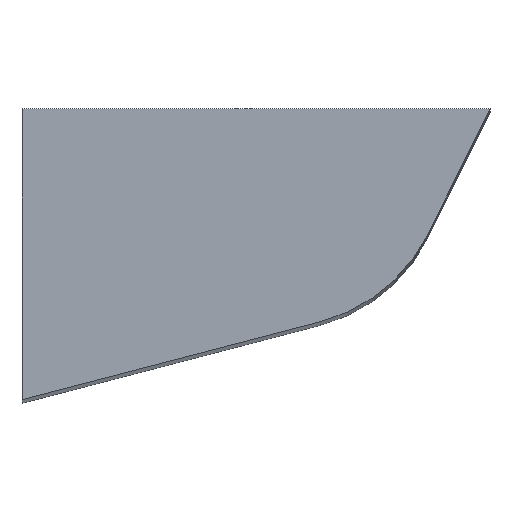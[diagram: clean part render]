
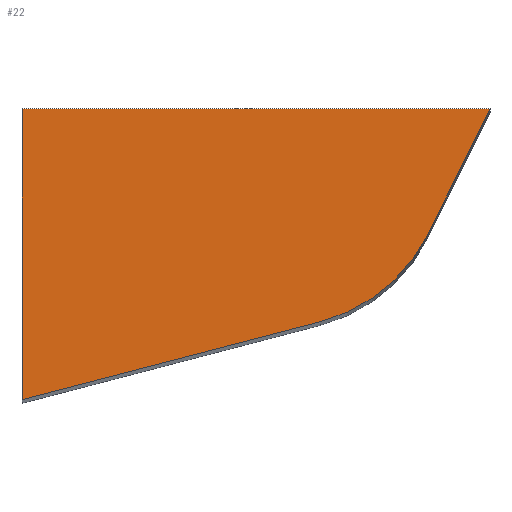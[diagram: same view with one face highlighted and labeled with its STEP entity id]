
A CAD part, top view. The second image highlights one B-rep face of the part: STEP entity #22.
In plain terms, the highlighted planar face has unit normal (0, 0, 1).
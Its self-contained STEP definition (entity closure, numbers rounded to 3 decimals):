
#5 = DIRECTION ( 'NONE',  ( 1., 0., 0. ) ) ;
#10 = AXIS2_PLACEMENT_3D ( 'NONE', #227, #123, #5 ) ;
#14 = ORIENTED_EDGE ( 'NONE', *, *, #201, .T. ) ;
#16 = CARTESIAN_POINT ( 'NONE',  ( 109.134, 25.68, 630. ) ) ;
#19 = DIRECTION ( 'NONE',  ( -1., 0., 0. ) ) ;
#22 = ADVANCED_FACE ( 'NONE', ( #179 ), #76, .T. ) ;
#27 = EDGE_CURVE ( 'NONE', #101, #190, #31, .T. ) ;
#31 = LINE ( 'NONE', #91, #134 ) ;
#35 = EDGE_CURVE ( 'NONE', #190, #147, #88, .T. ) ;
#43 = ORIENTED_EDGE ( 'NONE', *, *, #35, .T. ) ;
#60 = CARTESIAN_POINT ( 'NONE',  ( -30.866, 25.68, 630. ) ) ;
#61 = EDGE_LOOP ( 'NONE', ( #43, #115, #14, #236, #157 ) ) ;
#70 = VECTOR ( 'NONE', #83, 1000. ) ;
#71 = CARTESIAN_POINT ( 'NONE',  ( 45.76, 10.36, 630. ) ) ;
#76 = PLANE ( 'NONE',  #142 ) ;
#83 = DIRECTION ( 'NONE',  ( 0.444, 0.896, 0. ) ) ;
#88 = LINE ( 'NONE', #96, #172 ) ;
#90 = VERTEX_POINT ( 'NONE', #151 ) ;
#91 = CARTESIAN_POINT ( 'NONE',  ( -30.866, 25.68, 630. ) ) ;
#96 = CARTESIAN_POINT ( 'NONE',  ( -30.866, 25.68, 630. ) ) ;
#99 = CARTESIAN_POINT ( 'NONE',  ( -30.866, -61.32, 630. ) ) ;
#101 = VERTEX_POINT ( 'NONE', #16 ) ;
#105 = VECTOR ( 'NONE', #120, 1000. ) ;
#115 = ORIENTED_EDGE ( 'NONE', *, *, #170, .T. ) ;
#117 = VERTEX_POINT ( 'NONE', #124 ) ;
#119 = CARTESIAN_POINT ( 'NONE',  ( -30.866, -61.32, 630. ) ) ;
#120 = DIRECTION ( 'NONE',  ( 0.968, 0.253, 0. ) ) ;
#123 = DIRECTION ( 'NONE',  ( 0., 0., 1. ) ) ;
#124 = CARTESIAN_POINT ( 'NONE',  ( 90.571, -11.821, 630. ) ) ;
#130 = LINE ( 'NONE', #139, #70 ) ;
#134 = VECTOR ( 'NONE', #19, 1000. ) ;
#139 = CARTESIAN_POINT ( 'NONE',  ( 90.571, -11.821, 630. ) ) ;
#142 = AXIS2_PLACEMENT_3D ( 'NONE', #71, #221, #216 ) ;
#147 = VERTEX_POINT ( 'NONE', #119 ) ;
#151 = CARTESIAN_POINT ( 'NONE',  ( 58.391, -38.018, 630. ) ) ;
#157 = ORIENTED_EDGE ( 'NONE', *, *, #27, .T. ) ;
#170 = EDGE_CURVE ( 'NONE', #147, #90, #198, .T. ) ;
#172 = VECTOR ( 'NONE', #233, 1000. ) ;
#179 = FACE_OUTER_BOUND ( 'NONE', #61, .T. ) ;
#190 = VERTEX_POINT ( 'NONE', #60 ) ;
#198 = LINE ( 'NONE', #99, #105 ) ;
#201 = EDGE_CURVE ( 'NONE', #90, #117, #232, .T. ) ;
#216 = DIRECTION ( 'NONE',  ( 1., 0., 0. ) ) ;
#221 = DIRECTION ( 'NONE',  ( 0., 0., 1. ) ) ;
#227 = CARTESIAN_POINT ( 'NONE',  ( 45.76, 10.36, 630. ) ) ;
#232 = CIRCLE ( 'NONE', #10, 50. ) ;
#233 = DIRECTION ( 'NONE',  ( 0., -1., 0. ) ) ;
#234 = EDGE_CURVE ( 'NONE', #117, #101, #130, .T. ) ;
#236 = ORIENTED_EDGE ( 'NONE', *, *, #234, .T. ) ;
